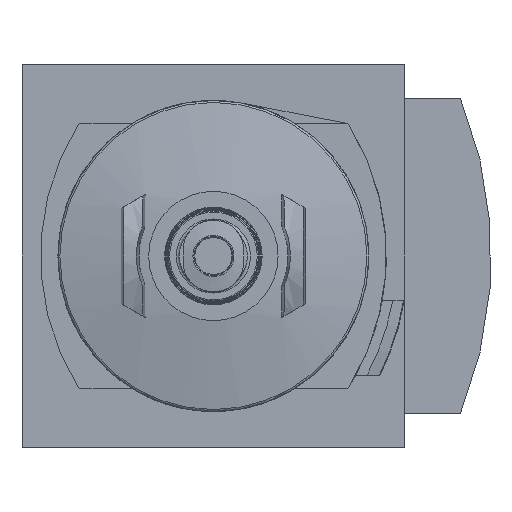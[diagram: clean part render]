
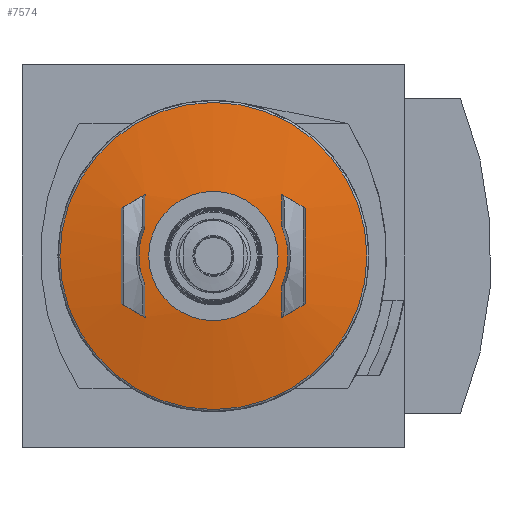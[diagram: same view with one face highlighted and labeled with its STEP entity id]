
A CAD part, front view. The second image highlights one B-rep face of the part: STEP entity #7574.
In plain terms, the highlighted spherical face has radius 110 mm.
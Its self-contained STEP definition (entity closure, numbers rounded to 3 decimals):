
#30=SPHERICAL_SURFACE('',#8019,110.);
#1464=CIRCLE('',#8018,24.87);
#1465=CIRCLE('',#8020,109.085);
#1466=CIRCLE('',#8021,108.706);
#1467=CIRCLE('',#8022,109.085);
#1468=CIRCLE('',#8023,109.363);
#1469=CIRCLE('',#8024,109.617);
#1470=CIRCLE('',#8025,12.084);
#1471=CIRCLE('',#8026,109.617);
#1472=CIRCLE('',#8027,109.363);
#1473=CIRCLE('',#8028,109.085);
#1474=CIRCLE('',#8029,108.706);
#1475=CIRCLE('',#8030,109.085);
#1476=CIRCLE('',#8031,109.363);
#1477=CIRCLE('',#8032,109.617);
#1478=CIRCLE('',#8033,12.084);
#1479=CIRCLE('',#8034,109.617);
#1480=CIRCLE('',#8035,109.363);
#1481=CIRCLE('',#8036,10.476);
#2756=ORIENTED_EDGE('',*,*,#3719,.T.);
#2757=ORIENTED_EDGE('',*,*,#3720,.T.);
#2758=ORIENTED_EDGE('',*,*,#3721,.T.);
#2759=ORIENTED_EDGE('',*,*,#3722,.T.);
#2760=ORIENTED_EDGE('',*,*,#3723,.T.);
#2761=ORIENTED_EDGE('',*,*,#3724,.T.);
#2762=ORIENTED_EDGE('',*,*,#3725,.T.);
#2763=ORIENTED_EDGE('',*,*,#3726,.T.);
#2764=ORIENTED_EDGE('',*,*,#3727,.T.);
#2765=ORIENTED_EDGE('',*,*,#3728,.T.);
#2766=ORIENTED_EDGE('',*,*,#3729,.T.);
#2767=ORIENTED_EDGE('',*,*,#3730,.T.);
#2768=ORIENTED_EDGE('',*,*,#3731,.T.);
#2769=ORIENTED_EDGE('',*,*,#3732,.T.);
#2770=ORIENTED_EDGE('',*,*,#3733,.T.);
#2771=ORIENTED_EDGE('',*,*,#3734,.T.);
#2772=ORIENTED_EDGE('',*,*,#3735,.T.);
#2773=ORIENTED_EDGE('',*,*,#3736,.F.);
#3719=EDGE_CURVE('',#4286,#4286,#1464,.T.);
#3720=EDGE_CURVE('',#4287,#4288,#1465,.T.);
#3721=EDGE_CURVE('',#4288,#4289,#1466,.T.);
#3722=EDGE_CURVE('',#4289,#4290,#1467,.T.);
#3723=EDGE_CURVE('',#4290,#4291,#1468,.T.);
#3724=EDGE_CURVE('',#4291,#4292,#1469,.T.);
#3725=EDGE_CURVE('',#4292,#4293,#1470,.F.);
#3726=EDGE_CURVE('',#4293,#4294,#1471,.T.);
#3727=EDGE_CURVE('',#4294,#4287,#1472,.T.);
#3728=EDGE_CURVE('',#4295,#4296,#1473,.T.);
#3729=EDGE_CURVE('',#4296,#4297,#1474,.T.);
#3730=EDGE_CURVE('',#4297,#4298,#1475,.T.);
#3731=EDGE_CURVE('',#4298,#4299,#1476,.T.);
#3732=EDGE_CURVE('',#4299,#4300,#1477,.T.);
#3733=EDGE_CURVE('',#4300,#4301,#1478,.F.);
#3734=EDGE_CURVE('',#4301,#4302,#1479,.T.);
#3735=EDGE_CURVE('',#4302,#4295,#1480,.T.);
#3736=EDGE_CURVE('',#4303,#4303,#1481,.T.);
#4286=VERTEX_POINT('',#11108);
#4287=VERTEX_POINT('',#11111);
#4288=VERTEX_POINT('',#11112);
#4289=VERTEX_POINT('',#11114);
#4290=VERTEX_POINT('',#11116);
#4291=VERTEX_POINT('',#11118);
#4292=VERTEX_POINT('',#11120);
#4293=VERTEX_POINT('',#11122);
#4294=VERTEX_POINT('',#11124);
#4295=VERTEX_POINT('',#11127);
#4296=VERTEX_POINT('',#11128);
#4297=VERTEX_POINT('',#11130);
#4298=VERTEX_POINT('',#11132);
#4299=VERTEX_POINT('',#11134);
#4300=VERTEX_POINT('',#11136);
#4301=VERTEX_POINT('',#11138);
#4302=VERTEX_POINT('',#11140);
#4303=VERTEX_POINT('',#11143);
#4647=EDGE_LOOP('',(#2756));
#4648=EDGE_LOOP('',(#2757,#2758,#2759,#2760,#2761,#2762,#2763,#2764));
#4649=EDGE_LOOP('',(#2765,#2766,#2767,#2768,#2769,#2770,#2771,#2772));
#4650=EDGE_LOOP('',(#2773));
#5015=FACE_BOUND('',#4647,.T.);
#5016=FACE_BOUND('',#4648,.T.);
#5017=FACE_BOUND('',#4649,.T.);
#5018=FACE_BOUND('',#4650,.T.);
#7574=ADVANCED_FACE('',(#5015,#5016,#5017,#5018),#30,.T.);
#8018=AXIS2_PLACEMENT_3D('',#11107,#9379,#9380);
#8019=AXIS2_PLACEMENT_3D('',#11109,#9381,#9382);
#8020=AXIS2_PLACEMENT_3D('',#11110,#9383,#9384);
#8021=AXIS2_PLACEMENT_3D('',#11113,#9385,#9386);
#8022=AXIS2_PLACEMENT_3D('',#11115,#9387,#9388);
#8023=AXIS2_PLACEMENT_3D('',#11117,#9389,#9390);
#8024=AXIS2_PLACEMENT_3D('',#11119,#9391,#9392);
#8025=AXIS2_PLACEMENT_3D('',#11121,#9393,#9394);
#8026=AXIS2_PLACEMENT_3D('',#11123,#9395,#9396);
#8027=AXIS2_PLACEMENT_3D('',#11125,#9397,#9398);
#8028=AXIS2_PLACEMENT_3D('',#11126,#9399,#9400);
#8029=AXIS2_PLACEMENT_3D('',#11129,#9401,#9402);
#8030=AXIS2_PLACEMENT_3D('',#11131,#9403,#9404);
#8031=AXIS2_PLACEMENT_3D('',#11133,#9405,#9406);
#8032=AXIS2_PLACEMENT_3D('',#11135,#9407,#9408);
#8033=AXIS2_PLACEMENT_3D('',#11137,#9409,#9410);
#8034=AXIS2_PLACEMENT_3D('',#11139,#9411,#9412);
#8035=AXIS2_PLACEMENT_3D('',#11141,#9413,#9414);
#8036=AXIS2_PLACEMENT_3D('',#11142,#9415,#9416);
#9379=DIRECTION('',(0.,-1.,0.));
#9380=DIRECTION('',(0.,0.,-1.));
#9381=DIRECTION('',(0.,-1.,0.));
#9382=DIRECTION('',(0.,0.,-1.));
#9383=DIRECTION('',(0.5,0.,0.866));
#9384=DIRECTION('',(0.866,0.,-0.5));
#9385=DIRECTION('',(1.,-0.017,0.));
#9386=DIRECTION('',(0.017,1.,0.));
#9387=DIRECTION('',(0.5,0.,-0.866));
#9388=DIRECTION('',(-0.866,0.,-0.5));
#9389=DIRECTION('',(0.,-0.017,-1.));
#9390=DIRECTION('',(0.,1.,-0.017));
#9391=DIRECTION('',(-1.,-0.017,0.));
#9392=DIRECTION('',(0.017,-1.,0.));
#9393=DIRECTION('',(0.,1.,0.));
#9394=DIRECTION('',(0.,0.,1.));
#9395=DIRECTION('',(-1.,-0.017,0.));
#9396=DIRECTION('',(0.017,-1.,0.));
#9397=DIRECTION('',(0.,-0.017,1.));
#9398=DIRECTION('',(0.,-1.,-0.017));
#9399=DIRECTION('',(-0.5,0.,-0.866));
#9400=DIRECTION('',(-0.866,0.,0.5));
#9401=DIRECTION('',(-1.,-0.017,0.));
#9402=DIRECTION('',(0.017,-1.,0.));
#9403=DIRECTION('',(-0.5,0.,0.866));
#9404=DIRECTION('',(0.866,0.,0.5));
#9405=DIRECTION('',(0.,-0.017,1.));
#9406=DIRECTION('',(0.,-1.,-0.017));
#9407=DIRECTION('',(1.,-0.017,0.));
#9408=DIRECTION('',(0.017,1.,0.));
#9409=DIRECTION('',(0.,1.,0.));
#9410=DIRECTION('',(0.,0.,1.));
#9411=DIRECTION('',(1.,-0.017,0.));
#9412=DIRECTION('',(0.017,1.,0.));
#9413=DIRECTION('',(0.,-0.017,-1.));
#9414=DIRECTION('',(0.,1.,-0.017));
#9415=DIRECTION('',(0.,-1.,0.));
#9416=DIRECTION('',(0.,0.,-1.));
#11107=CARTESIAN_POINT('',(0.,-153.652,0.));
#11108=CARTESIAN_POINT('',(0.,-153.652,-24.87));
#11109=CARTESIAN_POINT('',(0.,-46.5,0.));
#11110=CARTESIAN_POINT('',(7.08,-46.5,12.263));
#11111=CARTESIAN_POINT('',(11.136,-155.484,9.922));
#11112=CARTESIAN_POINT('',(14.927,-155.208,7.733));
#11113=CARTESIAN_POINT('',(16.819,-46.794,0.));
#11114=CARTESIAN_POINT('',(14.927,-155.208,-7.733));
#11115=CARTESIAN_POINT('',(7.08,-46.5,-12.263));
#11116=CARTESIAN_POINT('',(11.136,-155.484,-9.922));
#11117=CARTESIAN_POINT('',(0.,-46.706,-11.82));
#11118=CARTESIAN_POINT('',(11.078,-155.49,-9.922));
#11119=CARTESIAN_POINT('',(9.173,-46.34,0.));
#11120=CARTESIAN_POINT('',(11.084,-155.834,-4.813));
#11121=CARTESIAN_POINT('',(0.,-155.834,0.));
#11122=CARTESIAN_POINT('',(11.084,-155.834,4.813));
#11123=CARTESIAN_POINT('',(9.173,-46.34,0.));
#11124=CARTESIAN_POINT('',(11.078,-155.49,9.922));
#11125=CARTESIAN_POINT('',(0.,-46.706,11.82));
#11126=CARTESIAN_POINT('',(-7.08,-46.5,-12.263));
#11127=CARTESIAN_POINT('',(-11.136,-155.484,-9.922));
#11128=CARTESIAN_POINT('',(-14.927,-155.208,-7.733));
#11129=CARTESIAN_POINT('',(-16.819,-46.794,0.));
#11130=CARTESIAN_POINT('',(-14.927,-155.208,7.733));
#11131=CARTESIAN_POINT('',(-7.08,-46.5,12.263));
#11132=CARTESIAN_POINT('',(-11.136,-155.484,9.922));
#11133=CARTESIAN_POINT('',(0.,-46.706,11.82));
#11134=CARTESIAN_POINT('',(-11.078,-155.49,9.922));
#11135=CARTESIAN_POINT('',(-9.173,-46.34,0.));
#11136=CARTESIAN_POINT('',(-11.084,-155.834,4.813));
#11137=CARTESIAN_POINT('',(0.,-155.834,0.));
#11138=CARTESIAN_POINT('',(-11.084,-155.834,-4.813));
#11139=CARTESIAN_POINT('',(-9.173,-46.34,0.));
#11140=CARTESIAN_POINT('',(-11.078,-155.49,-9.922));
#11141=CARTESIAN_POINT('',(0.,-46.706,-11.82));
#11142=CARTESIAN_POINT('',(0.,-156.,0.));
#11143=CARTESIAN_POINT('',(0.,-156.,-10.476));
